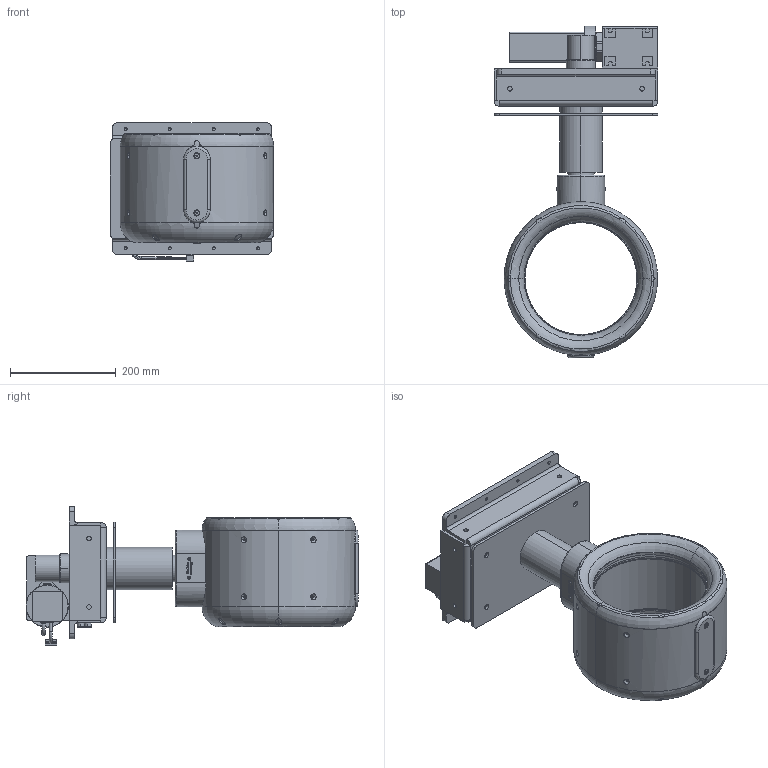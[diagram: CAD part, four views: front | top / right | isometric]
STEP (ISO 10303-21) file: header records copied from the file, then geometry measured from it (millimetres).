
FILE_DESCRIPTION (( 'STEP AP214' ), '1' );
FILE_NAME ('P-087-030-rev-F-212Pro.STEP', '2024-03-29T08:02:08', ( '' ), ( '' ), 'SwSTEP 2.0', 'SolidWorks 2023', '' );
FILE_SCHEMA (( 'AUTOMOTIVE_DESIGN' ));
Products named in the file (1): P-087-030-rev-F-212Pro
Bounding box: 310 x 627.65 x 262.72 mm (x, y, z)
Volume: 13336295.2 mm3; surface area: 908935.7 mm2
Topology: 1 solids, 20 shells, 1263 faces, 3093 edges, 1966 vertices
Faces by surface type: plane 548, bspline 260, cylinder 258, cone 117, torus 78, sphere 2
Entity records: 51522 total; most frequent: CARTESIAN_POINT 23417, ORIENTED_EDGE 6138, DIRECTION 5065, EDGE_CURVE 3069, VERTEX_POINT 1966, AXIS2_PLACEMENT_3D 1694, VECTOR 1677, LINE 1677
